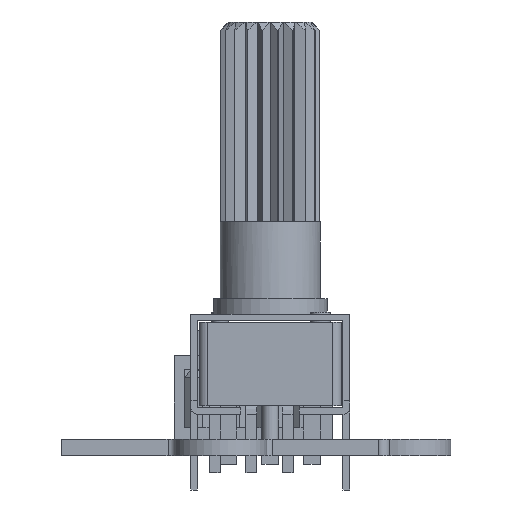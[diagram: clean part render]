
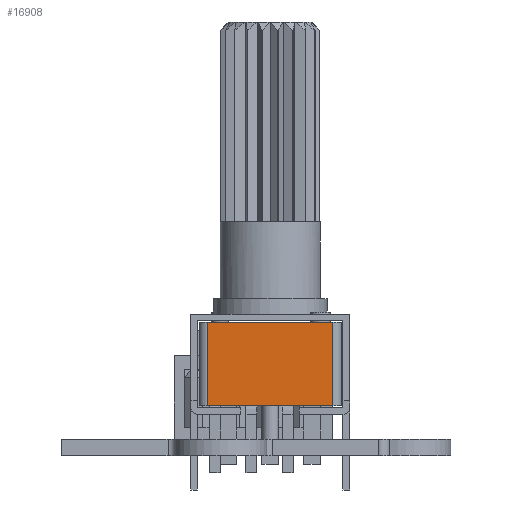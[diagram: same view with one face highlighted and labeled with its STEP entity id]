
A CAD part, front view. The second image highlights one B-rep face of the part: STEP entity #16908.
In plain terms, the highlighted planar face has unit normal (0, -1, 0).
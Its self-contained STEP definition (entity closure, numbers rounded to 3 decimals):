
#16337 = PLANE('',#16338);
#16338 = AXIS2_PLACEMENT_3D('',#16339,#16340,#16341);
#16339 = CARTESIAN_POINT('',(-4.25,-6.,5.));
#16340 = DIRECTION('',(0.,0.,1.));
#16341 = DIRECTION('',(1.,0.,0.));
#16383 = VERTEX_POINT('',#16384);
#16384 = CARTESIAN_POINT('',(-3.75,-6.,5.));
#16399 = CYLINDRICAL_SURFACE('',#16400,0.5);
#16400 = AXIS2_PLACEMENT_3D('',#16401,#16402,#16403);
#16401 = CARTESIAN_POINT('',(-3.75,-5.5,0.));
#16402 = DIRECTION('',(0.,0.,1.));
#16403 = DIRECTION('',(-1.,0.,0.));
#16411 = EDGE_CURVE('',#16383,#16412,#16414,.T.);
#16412 = VERTEX_POINT('',#16413);
#16413 = CARTESIAN_POINT('',(3.75,-6.,5.));
#16414 = SURFACE_CURVE('',#16415,(#16419,#16426),.PCURVE_S1.);
#16415 = LINE('',#16416,#16417);
#16416 = CARTESIAN_POINT('',(-4.25,-6.,5.));
#16417 = VECTOR('',#16418,1.);
#16418 = DIRECTION('',(1.,0.,0.));
#16419 = PCURVE('',#16337,#16420);
#16420 = DEFINITIONAL_REPRESENTATION('',(#16421),#16425);
#16421 = LINE('',#16422,#16423);
#16422 = CARTESIAN_POINT('',(0.,0.));
#16423 = VECTOR('',#16424,1.);
#16424 = DIRECTION('',(1.,0.));
#16425 = ( GEOMETRIC_REPRESENTATION_CONTEXT(2) 
PARAMETRIC_REPRESENTATION_CONTEXT() REPRESENTATION_CONTEXT('2D SPACE',''
  ) );
#16426 = PCURVE('',#16427,#16432);
#16427 = PLANE('',#16428);
#16428 = AXIS2_PLACEMENT_3D('',#16429,#16430,#16431);
#16429 = CARTESIAN_POINT('',(-4.25,-6.,0.));
#16430 = DIRECTION('',(0.,1.,0.));
#16431 = DIRECTION('',(0.,0.,1.));
#16432 = DEFINITIONAL_REPRESENTATION('',(#16433),#16437);
#16433 = LINE('',#16434,#16435);
#16434 = CARTESIAN_POINT('',(5.,0.));
#16435 = VECTOR('',#16436,1.);
#16436 = DIRECTION('',(0.,1.));
#16437 = ( GEOMETRIC_REPRESENTATION_CONTEXT(2) 
PARAMETRIC_REPRESENTATION_CONTEXT() REPRESENTATION_CONTEXT('2D SPACE',''
  ) );
#16460 = CYLINDRICAL_SURFACE('',#16461,0.5);
#16461 = AXIS2_PLACEMENT_3D('',#16462,#16463,#16464);
#16462 = CARTESIAN_POINT('',(3.75,-5.5,0.));
#16463 = DIRECTION('',(0.,0.,1.));
#16464 = DIRECTION('',(1.,0.,0.));
#16772 = PLANE('',#16773);
#16773 = AXIS2_PLACEMENT_3D('',#16774,#16775,#16776);
#16774 = CARTESIAN_POINT('',(-4.25,-6.,0.));
#16775 = DIRECTION('',(0.,0.,1.));
#16776 = DIRECTION('',(1.,0.,0.));
#16809 = VERTEX_POINT('',#16810);
#16810 = CARTESIAN_POINT('',(-3.75,-6.,0.));
#16832 = EDGE_CURVE('',#16809,#16383,#16833,.T.);
#16833 = SURFACE_CURVE('',#16834,(#16838,#16845),.PCURVE_S1.);
#16834 = LINE('',#16835,#16836);
#16835 = CARTESIAN_POINT('',(-3.75,-6.,0.));
#16836 = VECTOR('',#16837,1.);
#16837 = DIRECTION('',(0.,0.,1.));
#16838 = PCURVE('',#16399,#16839);
#16839 = DEFINITIONAL_REPRESENTATION('',(#16840),#16844);
#16840 = LINE('',#16841,#16842);
#16841 = CARTESIAN_POINT('',(1.571,0.));
#16842 = VECTOR('',#16843,1.);
#16843 = DIRECTION('',(0.,1.));
#16844 = ( GEOMETRIC_REPRESENTATION_CONTEXT(2) 
PARAMETRIC_REPRESENTATION_CONTEXT() REPRESENTATION_CONTEXT('2D SPACE',''
  ) );
#16845 = PCURVE('',#16427,#16846);
#16846 = DEFINITIONAL_REPRESENTATION('',(#16847),#16851);
#16847 = LINE('',#16848,#16849);
#16848 = CARTESIAN_POINT('',(0.,0.5));
#16849 = VECTOR('',#16850,1.);
#16850 = DIRECTION('',(1.,0.));
#16851 = ( GEOMETRIC_REPRESENTATION_CONTEXT(2) 
PARAMETRIC_REPRESENTATION_CONTEXT() REPRESENTATION_CONTEXT('2D SPACE',''
  ) );
#16908 = ADVANCED_FACE('',(#16909),#16427,.F.);
#16909 = FACE_BOUND('',#16910,.F.);
#16910 = EDGE_LOOP('',(#16911,#16934,#16935,#16936));
#16911 = ORIENTED_EDGE('',*,*,#16912,.F.);
#16912 = EDGE_CURVE('',#16809,#16913,#16915,.T.);
#16913 = VERTEX_POINT('',#16914);
#16914 = CARTESIAN_POINT('',(3.75,-6.,0.));
#16915 = SURFACE_CURVE('',#16916,(#16920,#16927),.PCURVE_S1.);
#16916 = LINE('',#16917,#16918);
#16917 = CARTESIAN_POINT('',(-4.25,-6.,0.));
#16918 = VECTOR('',#16919,1.);
#16919 = DIRECTION('',(1.,0.,0.));
#16920 = PCURVE('',#16427,#16921);
#16921 = DEFINITIONAL_REPRESENTATION('',(#16922),#16926);
#16922 = LINE('',#16923,#16924);
#16923 = CARTESIAN_POINT('',(0.,0.));
#16924 = VECTOR('',#16925,1.);
#16925 = DIRECTION('',(0.,1.));
#16926 = ( GEOMETRIC_REPRESENTATION_CONTEXT(2) 
PARAMETRIC_REPRESENTATION_CONTEXT() REPRESENTATION_CONTEXT('2D SPACE',''
  ) );
#16927 = PCURVE('',#16772,#16928);
#16928 = DEFINITIONAL_REPRESENTATION('',(#16929),#16933);
#16929 = LINE('',#16930,#16931);
#16930 = CARTESIAN_POINT('',(0.,0.));
#16931 = VECTOR('',#16932,1.);
#16932 = DIRECTION('',(1.,0.));
#16933 = ( GEOMETRIC_REPRESENTATION_CONTEXT(2) 
PARAMETRIC_REPRESENTATION_CONTEXT() REPRESENTATION_CONTEXT('2D SPACE',''
  ) );
#16934 = ORIENTED_EDGE('',*,*,#16832,.T.);
#16935 = ORIENTED_EDGE('',*,*,#16411,.T.);
#16936 = ORIENTED_EDGE('',*,*,#16937,.F.);
#16937 = EDGE_CURVE('',#16913,#16412,#16938,.T.);
#16938 = SURFACE_CURVE('',#16939,(#16943,#16950),.PCURVE_S1.);
#16939 = LINE('',#16940,#16941);
#16940 = CARTESIAN_POINT('',(3.75,-6.,0.));
#16941 = VECTOR('',#16942,1.);
#16942 = DIRECTION('',(0.,0.,1.));
#16943 = PCURVE('',#16427,#16944);
#16944 = DEFINITIONAL_REPRESENTATION('',(#16945),#16949);
#16945 = LINE('',#16946,#16947);
#16946 = CARTESIAN_POINT('',(0.,8.));
#16947 = VECTOR('',#16948,1.);
#16948 = DIRECTION('',(1.,0.));
#16949 = ( GEOMETRIC_REPRESENTATION_CONTEXT(2) 
PARAMETRIC_REPRESENTATION_CONTEXT() REPRESENTATION_CONTEXT('2D SPACE',''
  ) );
#16950 = PCURVE('',#16460,#16951);
#16951 = DEFINITIONAL_REPRESENTATION('',(#16952),#16956);
#16952 = LINE('',#16953,#16954);
#16953 = CARTESIAN_POINT('',(-1.571,0.));
#16954 = VECTOR('',#16955,1.);
#16955 = DIRECTION('',(0.,1.));
#16956 = ( GEOMETRIC_REPRESENTATION_CONTEXT(2) 
PARAMETRIC_REPRESENTATION_CONTEXT() REPRESENTATION_CONTEXT('2D SPACE',''
  ) );
